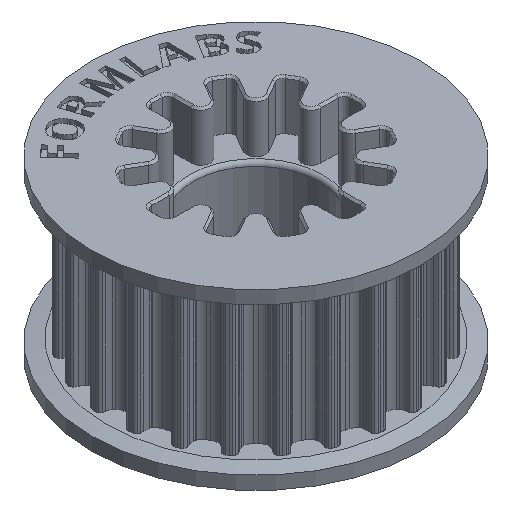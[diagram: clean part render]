
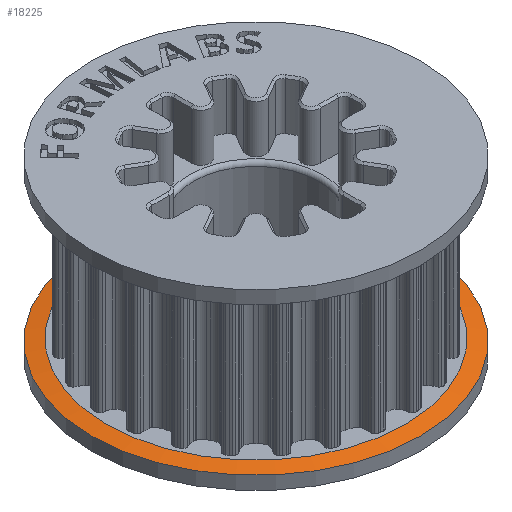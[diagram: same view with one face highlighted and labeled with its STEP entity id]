
A CAD part, isometric view. The second image highlights one B-rep face of the part: STEP entity #18225.
In plain terms, the highlighted conical face has half-angle 80.5 degrees and reference radius 19.083 mm.
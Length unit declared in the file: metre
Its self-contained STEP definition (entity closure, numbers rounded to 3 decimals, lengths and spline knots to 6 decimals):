
#677=CONICAL_SURFACE('',#20205,0.019083,1.405);
#1703=CIRCLE('',#20204,0.019083);
#1704=CIRCLE('',#20206,0.021);
#6664=ORIENTED_EDGE('',*,*,#9889,.T.);
#6665=ORIENTED_EDGE('',*,*,#9888,.F.);
#9888=EDGE_CURVE('',#11816,#11816,#1703,.T.);
#9889=EDGE_CURVE('',#11817,#11817,#1704,.T.);
#11816=VERTEX_POINT('',#31277);
#11817=VERTEX_POINT('',#31280);
#15848=EDGE_LOOP('',(#6664));
#15849=EDGE_LOOP('',(#6665));
#16888=FACE_BOUND('',#15848,.T.);
#16889=FACE_BOUND('',#15849,.T.);
#18225=ADVANCED_FACE('',(#16888,#16889),#677,.T.);
#20204=AXIS2_PLACEMENT_3D('',#31276,#25244,#25245);
#20205=AXIS2_PLACEMENT_3D('',#31278,#25246,#25247);
#20206=AXIS2_PLACEMENT_3D('',#31279,#25248,#25249);
#25244=DIRECTION('',(0.,0.,1.));
#25245=DIRECTION('',(-1.,0.,0.));
#25246=DIRECTION('',(0.,0.,-1.));
#25247=DIRECTION('',(1.,0.,0.));
#25248=DIRECTION('',(0.,0.,1.));
#25249=DIRECTION('',(-1.,0.,0.));
#31276=CARTESIAN_POINT('',(0.,0.,-0.009113));
#31277=CARTESIAN_POINT('',(-0.019083,0.,-0.009113));
#31278=CARTESIAN_POINT('',(0.,0.,-0.009113));
#31279=CARTESIAN_POINT('',(0.,0.,-0.009433));
#31280=CARTESIAN_POINT('',(-0.021,0.,-0.009433));
